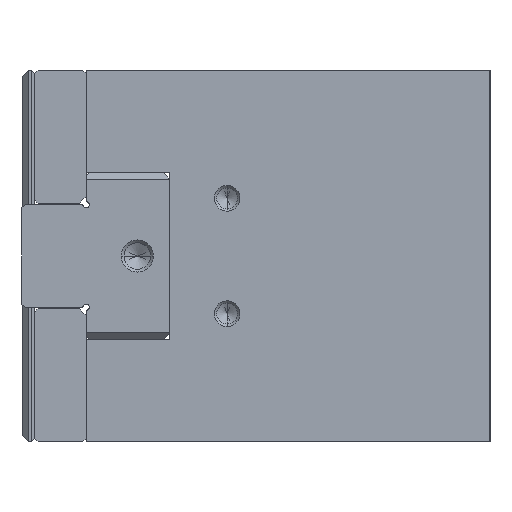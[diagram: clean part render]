
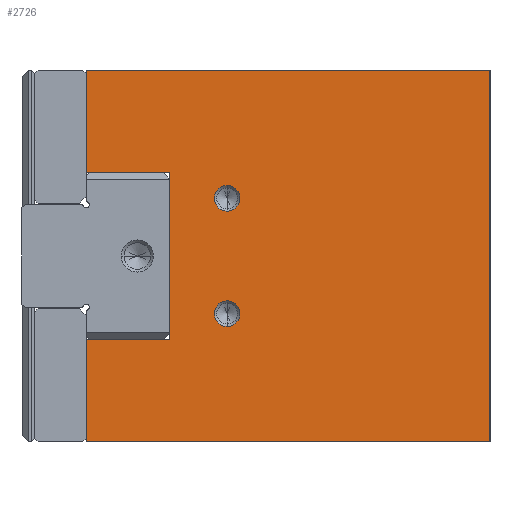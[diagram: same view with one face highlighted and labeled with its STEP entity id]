
A CAD part, left-side view. The second image highlights one B-rep face of the part: STEP entity #2726.
In plain terms, the highlighted planar face has unit normal (-1, 0, 0).
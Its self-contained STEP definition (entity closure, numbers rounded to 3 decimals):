
#1620 = VERTEX_POINT( '', #4701 );
#1764 = VERTEX_POINT( '', #4870 );
#2146 = EDGE_CURVE( '', #3164, #2698, #5297, .T. );
#2174 = VERTEX_POINT( '', #5325 );
#2274 = EDGE_CURVE( '', #1764, #2346, #5437, .T. );
#2346 = VERTEX_POINT( '', #5520 );
#2528 = EDGE_CURVE( '', #3254, #3228, #5721, .T. );
#2616 = EDGE_CURVE( '', #3214, #3102, #5818, .T. );
#2666 = EDGE_CURVE( '', #3228, #1764, #5876, .T. );
#2672 = EDGE_CURVE( '', #3102, #4144, #5882, .T. );
#2698 = VERTEX_POINT( '', #5913 );
#2726 = ADVANCED_FACE( '', ( #5944, #5945, #5946 ), #5947, .F. );
#2868 = EDGE_CURVE( '', #3254, #1620, #6099, .T. );
#2944 = EDGE_CURVE( '', #2174, #3948, #6184, .T. );
#3010 = EDGE_CURVE( '', #2698, #3164, #6261, .T. );
#3102 = VERTEX_POINT( '', #6366 );
#3164 = VERTEX_POINT( '', #6434 );
#3214 = VERTEX_POINT( '', #6487 );
#3228 = VERTEX_POINT( '', #6504 );
#3254 = VERTEX_POINT( '', #6532 );
#3350 = EDGE_CURVE( '', #3948, #2174, #6641, .T. );
#3512 = EDGE_CURVE( '', #4144, #1620, #6826, .T. );
#3882 = EDGE_CURVE( '', #3214, #2346, #7243, .T. );
#3948 = VERTEX_POINT( '', #7314 );
#4144 = VERTEX_POINT( '', #7527 );
#4701 = CARTESIAN_POINT( '', ( -50., 62.99, -29. ) );
#4870 = CARTESIAN_POINT( '', ( -50., 50., 13. ) );
#5297 = CIRCLE( '', #8968, 2. );
#5325 = CARTESIAN_POINT( '', ( -50., 41., 11. ) );
#5437 = LINE( '', #9159, #9160 );
#5520 = CARTESIAN_POINT( '', ( -50., 62.99, 13. ) );
#5721 = LINE( '', #9574, #9575 );
#5818 = LINE( '', #9723, #9724 );
#5876 = LINE( '', #9798, #9799 );
#5882 = LINE( '', #9810, #9811 );
#5913 = CARTESIAN_POINT( '', ( -50., 41., -11. ) );
#5944 = FACE_OUTER_BOUND( '', #9894, .T. );
#5945 = FACE_BOUND( '', #9895, .T. );
#5946 = FACE_BOUND( '', #9896, .T. );
#5947 = PLANE( '', #9897 );
#6099 = LINE( '', #10121, #10122 );
#6184 = CIRCLE( '', #10236, 2. );
#6261 = CIRCLE( '', #10343, 2. );
#6366 = CARTESIAN_POINT( '', ( -50., 0., 29. ) );
#6434 = CARTESIAN_POINT( '', ( -50., 41., -7. ) );
#6487 = CARTESIAN_POINT( '', ( -50., 62.99, 29. ) );
#6504 = CARTESIAN_POINT( '', ( -50., 50., -13. ) );
#6532 = CARTESIAN_POINT( '', ( -50., 62.99, -13. ) );
#6641 = CIRCLE( '', #10853, 2. );
#6826 = LINE( '', #11129, #11130 );
#7243 = LINE( '', #11729, #11730 );
#7314 = CARTESIAN_POINT( '', ( -50., 41., 7. ) );
#7527 = CARTESIAN_POINT( '', ( -50., 0., -29. ) );
#8968 = AXIS2_PLACEMENT_3D( '', #13622, #13623, #13624 );
#9159 = CARTESIAN_POINT( '', ( -50., 50., 13. ) );
#9160 = VECTOR( '', #13766, 1. );
#9574 = CARTESIAN_POINT( '', ( -50., 63., -13. ) );
#9575 = VECTOR( '', #14087, 1. );
#9723 = CARTESIAN_POINT( '', ( -50., 63., 29. ) );
#9724 = VECTOR( '', #14194, 1. );
#9798 = CARTESIAN_POINT( '', ( -50., 50., -13. ) );
#9799 = VECTOR( '', #14277, 1. );
#9810 = CARTESIAN_POINT( '', ( -50., 0., 29. ) );
#9811 = VECTOR( '', #14280, 1. );
#9894 = EDGE_LOOP( '', ( #14367, #14368, #14369, #14370, #14371, #14372, #14373, #14374 ) );
#9895 = EDGE_LOOP( '', ( #14375, #14376 ) );
#9896 = EDGE_LOOP( '', ( #14377, #14378 ) );
#9897 = AXIS2_PLACEMENT_3D( '', #14379, #14380, #14381 );
#10121 = CARTESIAN_POINT( '', ( -50., 62.99, 0. ) );
#10122 = VECTOR( '', #14521, 1. );
#10236 = AXIS2_PLACEMENT_3D( '', #14637, #14638, #14639 );
#10343 = AXIS2_PLACEMENT_3D( '', #14758, #14759, #14760 );
#10853 = AXIS2_PLACEMENT_3D( '', #15197, #15198, #15199 );
#11129 = CARTESIAN_POINT( '', ( -50., 0., -29. ) );
#11130 = VECTOR( '', #15437, 1. );
#11729 = CARTESIAN_POINT( '', ( -50., 62.99, 0. ) );
#11730 = VECTOR( '', #15924, 1. );
#13622 = CARTESIAN_POINT( '', ( -50., 41., -9. ) );
#13623 = DIRECTION( '', ( 1., 0., 0. ) );
#13624 = DIRECTION( '', ( 0., 0., -1. ) );
#13766 = DIRECTION( '', ( 0., 1., 0. ) );
#14087 = DIRECTION( '', ( 0., -1., 0. ) );
#14194 = DIRECTION( '', ( 0., -1., 0. ) );
#14277 = DIRECTION( '', ( 0., 0., 1. ) );
#14280 = DIRECTION( '', ( 0., 0., -1. ) );
#14367 = ORIENTED_EDGE( '', *, *, #2868, .T. );
#14368 = ORIENTED_EDGE( '', *, *, #3512, .F. );
#14369 = ORIENTED_EDGE( '', *, *, #2672, .F. );
#14370 = ORIENTED_EDGE( '', *, *, #2616, .F. );
#14371 = ORIENTED_EDGE( '', *, *, #3882, .T. );
#14372 = ORIENTED_EDGE( '', *, *, #2274, .F. );
#14373 = ORIENTED_EDGE( '', *, *, #2666, .F. );
#14374 = ORIENTED_EDGE( '', *, *, #2528, .F. );
#14375 = ORIENTED_EDGE( '', *, *, #3010, .T. );
#14376 = ORIENTED_EDGE( '', *, *, #2146, .T. );
#14377 = ORIENTED_EDGE( '', *, *, #3350, .T. );
#14378 = ORIENTED_EDGE( '', *, *, #2944, .T. );
#14379 = CARTESIAN_POINT( '', ( -50., 0., 0. ) );
#14380 = DIRECTION( '', ( 1., 0., 0. ) );
#14381 = DIRECTION( '', ( 0., 0., -1. ) );
#14521 = DIRECTION( '', ( 0., 0., -1. ) );
#14637 = CARTESIAN_POINT( '', ( -50., 41., 9. ) );
#14638 = DIRECTION( '', ( 1., 0., 0. ) );
#14639 = DIRECTION( '', ( 0., 0., -1. ) );
#14758 = CARTESIAN_POINT( '', ( -50., 41., -9. ) );
#14759 = DIRECTION( '', ( 1., 0., 0. ) );
#14760 = DIRECTION( '', ( 0., 0., -1. ) );
#15197 = CARTESIAN_POINT( '', ( -50., 41., 9. ) );
#15198 = DIRECTION( '', ( 1., 0., 0. ) );
#15199 = DIRECTION( '', ( 0., 0., -1. ) );
#15437 = DIRECTION( '', ( 0., 1., 0. ) );
#15924 = DIRECTION( '', ( 0., 0., -1. ) );
